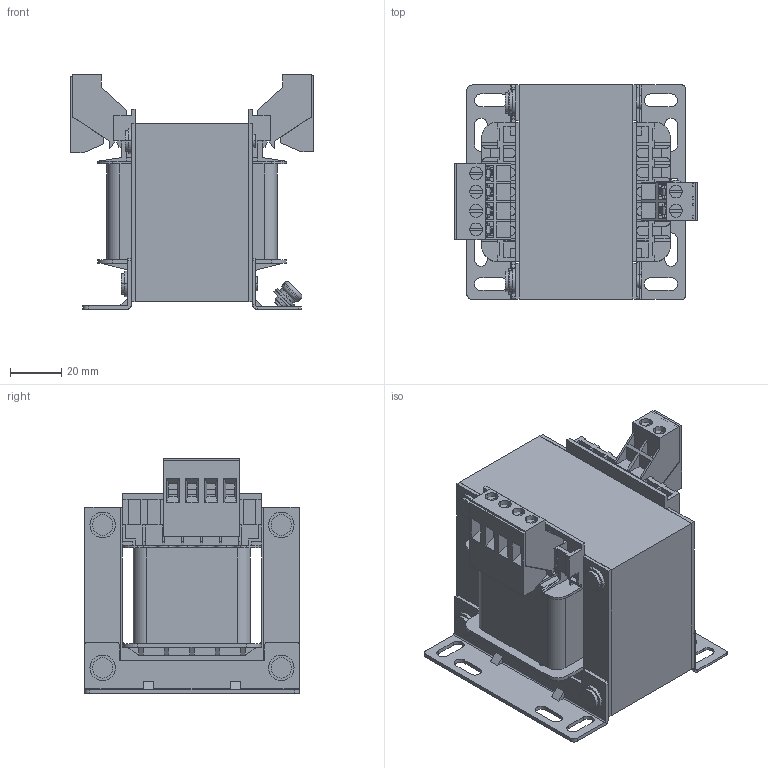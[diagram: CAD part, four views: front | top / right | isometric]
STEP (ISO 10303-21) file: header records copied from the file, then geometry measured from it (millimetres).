
FILE_DESCRIPTION((''),'2;1');
FILE_NAME('K5-100MAOJIE_ASM','2024-05-06T16:04:30',('yanyan'),(''),'CREO PARAMETRIC BY PTC INC, 2020044','CREO PARAMETRIC BY PTC INC, 2020044','');
FILE_SCHEMA(('CONFIG_CONTROL_DESIGN','SHAPE_APPEARANCE_LAYERS_GROUPS'));
Length unit declared in the file: millimetre
Products named in the file (1): K5-100MAOJIE_ASM
Bounding box: 95.3 x 84 x 92 mm (x, y, z)
Surface area: 106300.1 mm2 (no closed solid volume)
Topology: 0 solids, 43 shells, 1619 faces, 4393 edges, 2837 vertices
Faces by surface type: plane 1317, cylinder 290, cone 8, torus 4
Entity records: 50609 total; most frequent: CARTESIAN_POINT 9122, ORIENTED_EDGE 8750, DIRECTION 8227, EDGE_CURVE 4393, VECTOR 3669, LINE 3669, VERTEX_POINT 2837, AXIS2_PLACEMENT_3D 2279
